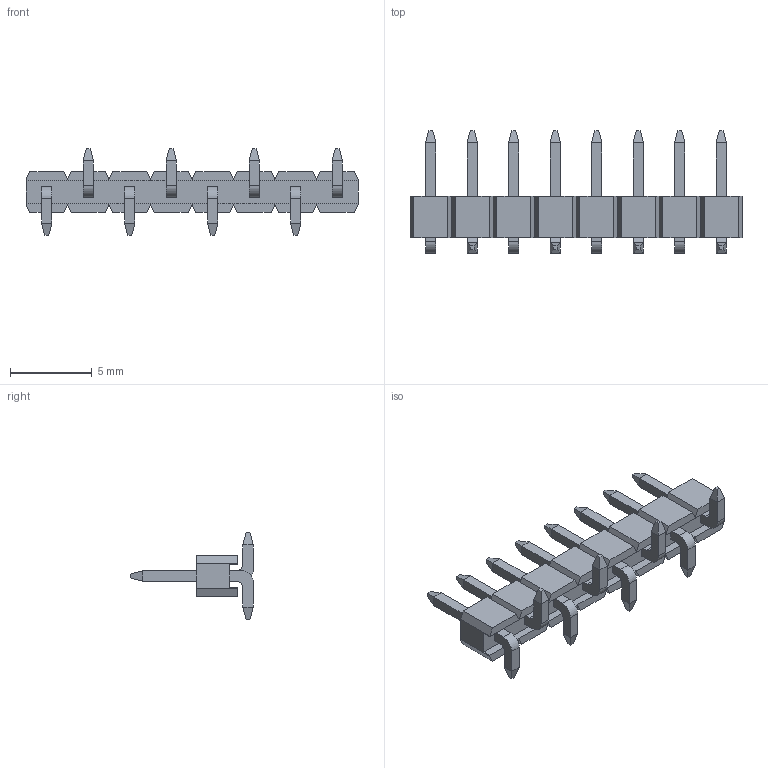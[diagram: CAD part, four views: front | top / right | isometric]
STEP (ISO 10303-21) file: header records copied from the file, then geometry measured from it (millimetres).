
FILE_DESCRIPTION( ( 'STEP AP203' ), '1' );
FILE_NAME( 'BG055-08A-1-0400-0530-0350-N-B.stp', '2019-06-11T12:28:24', ( '' ), ( '' ), ' ', 'PARTsolutions', ' ' );
FILE_SCHEMA( ( 'CONFIG_CONTROL_DESIGN' ) );
Length unit declared in the file: millimetre
Products named in the file (3): BG055-08A-1-0400-0530-0350-N-B; _BG055-08A-1-0400-0530-0350-N-B_H; _BG055-08A-1-0400-0530-0350-N-B_P
Assembly tree (9 placements, depth 2):
  BG055-08A-1-0400-0530-0350-N-B
    _BG055-08A-1-0400-0530-0350-N-B_H
    _BG055-08A-1-0400-0530-0350-N-B_P  x8
Bounding box: 20.32 x 7.5 x 5.3 mm (x, y, z)
Volume: 132.8 mm3; surface area: 478.4 mm2
Topology: 9 solids, 9 shells, 232 faces, 578 edges, 364 vertices
Faces by surface type: plane 216, cylinder 16
Entity records: 3538 total; most frequent: CARTESIAN_POINT 610, ORIENTED_EDGE 596, DIRECTION 534, EDGE_CURVE 298, LINE 294, VECTOR 294, VERTEX_POINT 196, EDGE_LOOP 122
